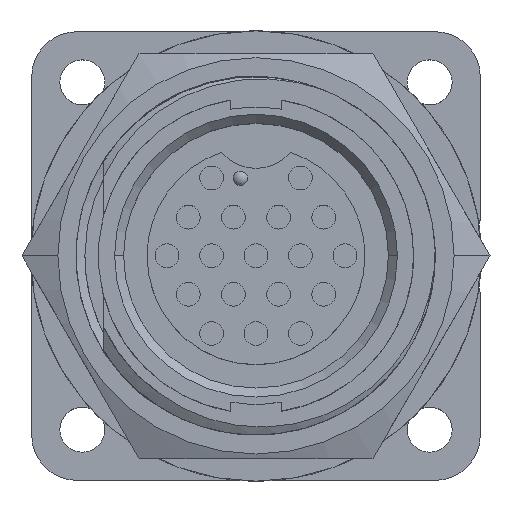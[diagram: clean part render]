
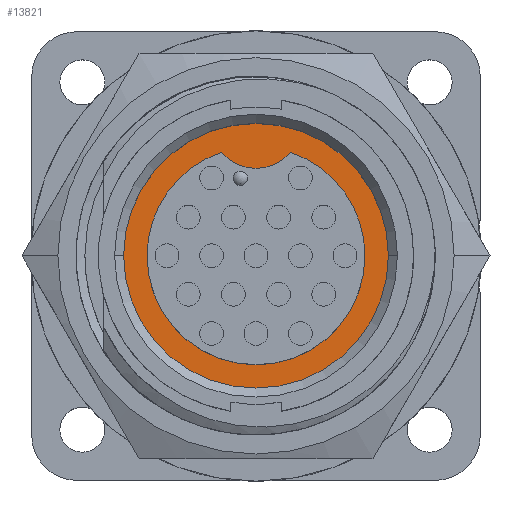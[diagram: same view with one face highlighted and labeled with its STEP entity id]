
A CAD part, top view. The second image highlights one B-rep face of the part: STEP entity #13821.
In plain terms, the highlighted planar face has unit normal (0, 0, 1).
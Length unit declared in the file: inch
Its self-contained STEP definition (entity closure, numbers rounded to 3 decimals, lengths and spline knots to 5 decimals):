
#100 = VERTEX_POINT ( 'NONE', #16329 ) ;
#136 = VERTEX_POINT ( 'NONE', #16423 ) ;
#260 = VERTEX_POINT ( 'NONE', #16678 ) ;
#338 = VERTEX_POINT ( 'NONE', #17268 ) ;
#429 = VERTEX_POINT ( 'NONE', #16773 ) ;
#484 = VERTEX_POINT ( 'NONE', #16892 ) ;
#808 = EDGE_CURVE ( 'NONE', #338, #136, #13981, .T. ) ;
#859 = EDGE_CURVE ( 'NONE', #429, #100, #14026, .T. ) ;
#926 = EDGE_CURVE ( 'NONE', #100, #429, #13961, .T. ) ;
#1043 = EDGE_CURVE ( 'NONE', #136, #484, #13924, .T. ) ;
#1249 = CIRCLE ( 'NONE', #7243, 0.3025 ) ;
#1310 = CIRCLE ( 'NONE', #8243, 0.3025 ) ;
#2940 = EDGE_LOOP ( 'NONE', ( #5741, #5736 ) ) ;
#3006 = EDGE_LOOP ( 'NONE', ( #5740, #5733, #5730, #5735 ) ) ;
#3594 = CARTESIAN_POINT ( 'NONE',  ( -0.00829, -0.03319, 0.39651 ) ) ;
#4349 = DIRECTION ( 'NONE',  ( 0., 0., -1. ) ) ;
#4363 = DIRECTION ( 'NONE',  ( -1., 0., 0. ) ) ;
#4414 = AXIS2_PLACEMENT_3D ( 'NONE', #15161, #15163, #15166 ) ;
#4437 = DIRECTION ( 'NONE',  ( 1., 0., 0. ) ) ;
#4447 = DIRECTION ( 'NONE',  ( 0., 0., 1. ) ) ;
#4453 = CARTESIAN_POINT ( 'NONE',  ( -0.00829, 0.33431, 0.39651 ) ) ;
#4580 = AXIS2_PLACEMENT_3D ( 'NONE', #14703, #14701, #14699 ) ;
#5730 = ORIENTED_EDGE ( 'NONE', *, *, #13792, .T. ) ;
#5733 = ORIENTED_EDGE ( 'NONE', *, *, #7344, .T. ) ;
#5735 = ORIENTED_EDGE ( 'NONE', *, *, #808, .T. ) ;
#5736 = ORIENTED_EDGE ( 'NONE', *, *, #859, .T. ) ;
#5740 = ORIENTED_EDGE ( 'NONE', *, *, #1043, .T. ) ;
#5741 = ORIENTED_EDGE ( 'NONE', *, *, #926, .T. ) ;
#6898 = AXIS2_PLACEMENT_3D ( 'NONE', #14844, #14845, #14847 ) ;
#6936 = AXIS2_PLACEMENT_3D ( 'NONE', #4453, #4447, #4437 ) ;
#7243 = AXIS2_PLACEMENT_3D ( 'NONE', #3594, #4349, #4363 ) ;
#7344 = EDGE_CURVE ( 'NONE', #484, #260, #1249, .T. ) ;
#8117 = AXIS2_PLACEMENT_3D ( 'NONE', #11372, #11373, #11374 ) ;
#8124 = FACE_BOUND ( 'NONE', #3006, .T. ) ;
#8128 = FACE_OUTER_BOUND ( 'NONE', #2940, .T. ) ;
#8243 = AXIS2_PLACEMENT_3D ( 'NONE', #11299, #11300, #11301 ) ;
#11299 = CARTESIAN_POINT ( 'NONE',  ( -0.00829, -0.03319, 0.39651 ) ) ;
#11300 = DIRECTION ( 'NONE',  ( 0., 0., -1. ) ) ;
#11301 = DIRECTION ( 'NONE',  ( -1., 0., 0. ) ) ;
#11371 = PLANE ( 'NONE',  #8117 ) ;
#11372 = CARTESIAN_POINT ( 'NONE',  ( -0.00829, -0.03319, 0.39651 ) ) ;
#11373 = DIRECTION ( 'NONE',  ( 0., 0., 1. ) ) ;
#11374 = DIRECTION ( 'NONE',  ( 1., 0., 0. ) ) ;
#13792 = EDGE_CURVE ( 'NONE', #260, #338, #1310, .T. ) ;
#13821 = ADVANCED_FACE ( 'NONE', ( #8128, #8124 ), #11371, .T. ) ;
#13924 = CIRCLE ( 'NONE', #6936, 0.125 ) ;
#13961 = CIRCLE ( 'NONE', #6898, 0.3675 ) ;
#13981 = CIRCLE ( 'NONE', #4414, 0.3025 ) ;
#14026 = CIRCLE ( 'NONE', #4580, 0.3675 ) ;
#14699 = DIRECTION ( 'NONE',  ( 1., 0., 0. ) ) ;
#14701 = DIRECTION ( 'NONE',  ( 0., 0., 1. ) ) ;
#14703 = CARTESIAN_POINT ( 'NONE',  ( -0.00829, -0.03319, 0.39651 ) ) ;
#14844 = CARTESIAN_POINT ( 'NONE',  ( -0.00829, -0.03319, 0.39651 ) ) ;
#14845 = DIRECTION ( 'NONE',  ( 0., 0., 1. ) ) ;
#14847 = DIRECTION ( 'NONE',  ( 1., 0., 0. ) ) ;
#15161 = CARTESIAN_POINT ( 'NONE',  ( -0.00829, -0.03319, 0.39651 ) ) ;
#15163 = DIRECTION ( 'NONE',  ( 0., 0., -1. ) ) ;
#15166 = DIRECTION ( 'NONE',  ( -1., 0., 0. ) ) ;
#16329 = CARTESIAN_POINT ( 'NONE',  ( 0.35921, -0.03319, 0.39651 ) ) ;
#16423 = CARTESIAN_POINT ( 'NONE',  ( -0.10391, 0.2538, 0.39651 ) ) ;
#16678 = CARTESIAN_POINT ( 'NONE',  ( 0.29421, -0.03319, 0.39651 ) ) ;
#16773 = CARTESIAN_POINT ( 'NONE',  ( -0.37579, -0.03319, 0.39651 ) ) ;
#16892 = CARTESIAN_POINT ( 'NONE',  ( 0.08733, 0.2538, 0.39651 ) ) ;
#17268 = CARTESIAN_POINT ( 'NONE',  ( -0.31079, -0.03319, 0.39651 ) ) ;
